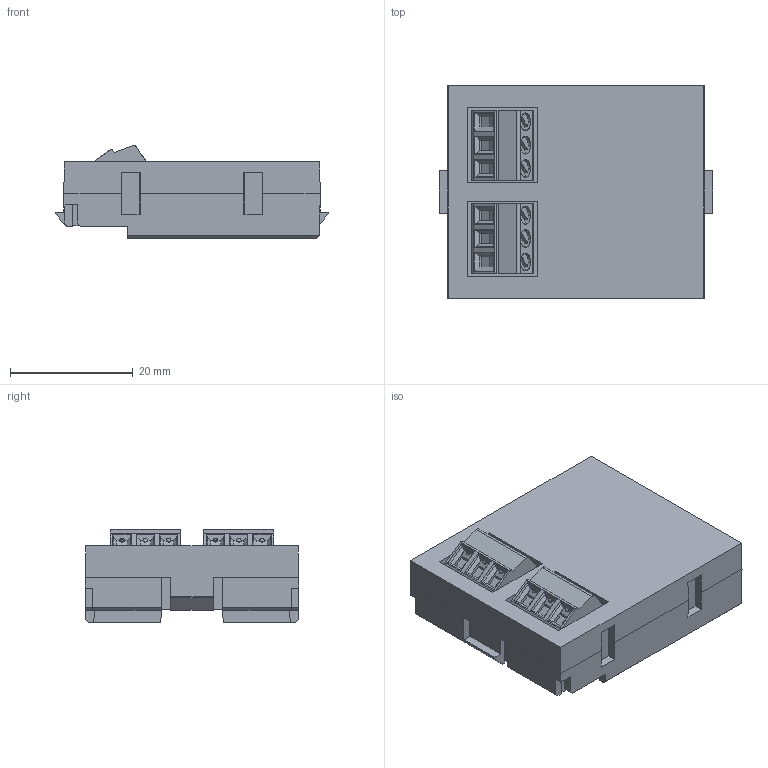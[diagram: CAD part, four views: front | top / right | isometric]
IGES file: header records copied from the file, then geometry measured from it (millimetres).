
Start section: SolidWorks IGES file using analytic representation for surfaces
Global section: file name: FC6A-[PC$][PJ2$][PK$].IGS; native system: SolidWorks 2019; preprocessor: SolidWorks 2019; author: 1003660; date: 201002.151155; units: millimetre
Bounding box: 44.6 x 34.8 x 15.15 mm (x, y, z)
Surface area: 5811.9 mm2 (no closed solid volume)
Topology: 0 solids, 0 shells, 260 faces, 2282 edges, 2278 vertices
Faces by surface type: bspline 216, revolution 44
